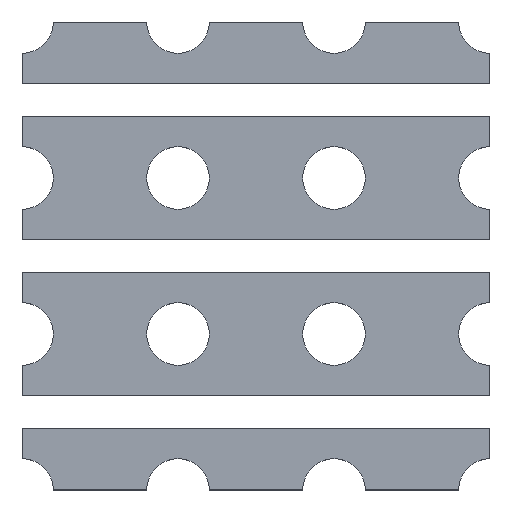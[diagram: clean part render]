
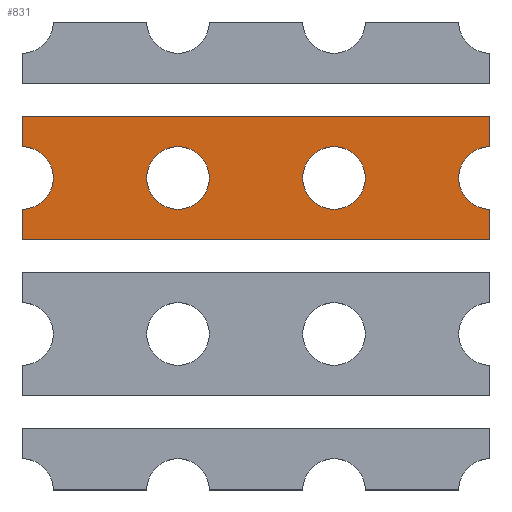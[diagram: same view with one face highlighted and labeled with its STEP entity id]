
A CAD part, top view. The second image highlights one B-rep face of the part: STEP entity #831.
In plain terms, the highlighted planar face has unit normal (0, 0, 1).
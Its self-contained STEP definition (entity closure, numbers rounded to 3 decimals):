
#734 = VERTEX_POINT('',#735);
#735 = CARTESIAN_POINT('',(-3.81,2.27,0.));
#752 = VERTEX_POINT('',#753);
#753 = CARTESIAN_POINT('',(3.81,2.27,0.));
#759 = EDGE_CURVE('',#734,#752,#760,.T.);
#760 = LINE('',#761,#762);
#761 = CARTESIAN_POINT('',(-3.81,2.27,0.));
#762 = VECTOR('',#763,1.);
#763 = DIRECTION('',(1.,0.,0.));
#773 = EDGE_CURVE('',#774,#734,#776,.T.);
#774 = VERTEX_POINT('',#775);
#775 = CARTESIAN_POINT('',(-3.81,1.78,0.));
#776 = LINE('',#777,#778);
#777 = CARTESIAN_POINT('',(-3.81,0.27,0.));
#778 = VECTOR('',#779,1.);
#779 = DIRECTION('',(0.,1.,0.));
#804 = EDGE_CURVE('',#752,#805,#807,.T.);
#805 = VERTEX_POINT('',#806);
#806 = CARTESIAN_POINT('',(3.81,1.78,0.));
#807 = LINE('',#808,#809);
#808 = CARTESIAN_POINT('',(3.81,2.27,0.));
#809 = VECTOR('',#810,1.);
#810 = DIRECTION('',(0.,-1.,0.));
#831 = ADVANCED_FACE('',(#832,#886,#897),#908,.F.);
#832 = FACE_BOUND('',#833,.F.);
#833 = EDGE_LOOP('',(#834,#843,#844,#845,#846,#855,#863,#871,#879));
#834 = ORIENTED_EDGE('',*,*,#835,.T.);
#835 = EDGE_CURVE('',#836,#774,#838,.T.);
#836 = VERTEX_POINT('',#837);
#837 = CARTESIAN_POINT('',(-3.3,1.27,0.));
#838 = CIRCLE('',#839,0.51);
#839 = AXIS2_PLACEMENT_3D('',#840,#841,#842);
#840 = CARTESIAN_POINT('',(-3.81,1.27,0.));
#841 = DIRECTION('',(0.,0.,1.));
#842 = DIRECTION('',(1.,0.,0.));
#843 = ORIENTED_EDGE('',*,*,#773,.T.);
#844 = ORIENTED_EDGE('',*,*,#759,.T.);
#845 = ORIENTED_EDGE('',*,*,#804,.T.);
#846 = ORIENTED_EDGE('',*,*,#847,.T.);
#847 = EDGE_CURVE('',#805,#848,#850,.T.);
#848 = VERTEX_POINT('',#849);
#849 = CARTESIAN_POINT('',(3.81,0.76,0.));
#850 = CIRCLE('',#851,0.51);
#851 = AXIS2_PLACEMENT_3D('',#852,#853,#854);
#852 = CARTESIAN_POINT('',(3.81,1.27,0.));
#853 = DIRECTION('',(0.,0.,1.));
#854 = DIRECTION('',(1.,0.,0.));
#855 = ORIENTED_EDGE('',*,*,#856,.T.);
#856 = EDGE_CURVE('',#848,#857,#859,.T.);
#857 = VERTEX_POINT('',#858);
#858 = CARTESIAN_POINT('',(3.81,0.27,0.));
#859 = LINE('',#860,#861);
#860 = CARTESIAN_POINT('',(3.81,2.27,0.));
#861 = VECTOR('',#862,1.);
#862 = DIRECTION('',(0.,-1.,0.));
#863 = ORIENTED_EDGE('',*,*,#864,.T.);
#864 = EDGE_CURVE('',#857,#865,#867,.T.);
#865 = VERTEX_POINT('',#866);
#866 = CARTESIAN_POINT('',(-3.81,0.27,0.));
#867 = LINE('',#868,#869);
#868 = CARTESIAN_POINT('',(3.81,0.27,0.));
#869 = VECTOR('',#870,1.);
#870 = DIRECTION('',(-1.,0.,0.));
#871 = ORIENTED_EDGE('',*,*,#872,.T.);
#872 = EDGE_CURVE('',#865,#873,#875,.T.);
#873 = VERTEX_POINT('',#874);
#874 = CARTESIAN_POINT('',(-3.81,0.76,0.));
#875 = LINE('',#876,#877);
#876 = CARTESIAN_POINT('',(-3.81,0.27,0.));
#877 = VECTOR('',#878,1.);
#878 = DIRECTION('',(0.,1.,0.));
#879 = ORIENTED_EDGE('',*,*,#880,.T.);
#880 = EDGE_CURVE('',#873,#836,#881,.T.);
#881 = CIRCLE('',#882,0.51);
#882 = AXIS2_PLACEMENT_3D('',#883,#884,#885);
#883 = CARTESIAN_POINT('',(-3.81,1.27,0.));
#884 = DIRECTION('',(0.,0.,1.));
#885 = DIRECTION('',(1.,0.,0.));
#886 = FACE_BOUND('',#887,.F.);
#887 = EDGE_LOOP('',(#888));
#888 = ORIENTED_EDGE('',*,*,#889,.T.);
#889 = EDGE_CURVE('',#890,#890,#892,.T.);
#890 = VERTEX_POINT('',#891);
#891 = CARTESIAN_POINT('',(-0.76,1.27,0.));
#892 = CIRCLE('',#893,0.51);
#893 = AXIS2_PLACEMENT_3D('',#894,#895,#896);
#894 = CARTESIAN_POINT('',(-1.27,1.27,0.));
#895 = DIRECTION('',(0.,0.,1.));
#896 = DIRECTION('',(1.,0.,0.));
#897 = FACE_BOUND('',#898,.F.);
#898 = EDGE_LOOP('',(#899));
#899 = ORIENTED_EDGE('',*,*,#900,.T.);
#900 = EDGE_CURVE('',#901,#901,#903,.T.);
#901 = VERTEX_POINT('',#902);
#902 = CARTESIAN_POINT('',(1.78,1.27,0.));
#903 = CIRCLE('',#904,0.51);
#904 = AXIS2_PLACEMENT_3D('',#905,#906,#907);
#905 = CARTESIAN_POINT('',(1.27,1.27,0.));
#906 = DIRECTION('',(0.,0.,1.));
#907 = DIRECTION('',(1.,0.,0.));
#908 = PLANE('',#909);
#909 = AXIS2_PLACEMENT_3D('',#910,#911,#912);
#910 = CARTESIAN_POINT('',(0.,1.27,0.));
#911 = DIRECTION('',(-0.,-0.,-1.));
#912 = DIRECTION('',(-1.,0.,0.));
